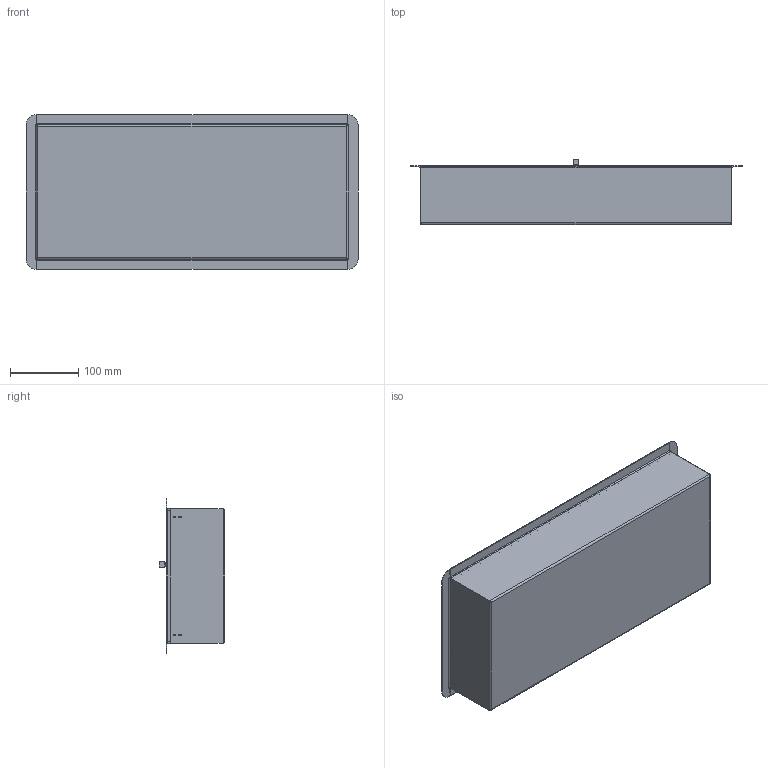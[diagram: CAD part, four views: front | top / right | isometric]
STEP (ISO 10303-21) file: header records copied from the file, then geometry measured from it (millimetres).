
FILE_DESCRIPTION (( 'STEP AP203' ), '1' );
FILE_NAME ('QIII.STEP', '2014-05-13T13:07:41', ( '' ), ( '' ), 'SwSTEP 2.0', 'SolidWorks 2014', '' );
FILE_SCHEMA (( 'CONFIG_CONTROL_DESIGN' ));
Length unit declared in the file: millimetre
Products named in the file (1): QIII
Bounding box: 487 x 96 x 227 mm (x, y, z)
Surface area: 355500.7 mm2 (no closed solid volume)
Topology: 0 solids, 23 shells, 124 faces, 1441 edges, 1335 vertices
Faces by surface type: plane 94, cylinder 22, bspline 8
Entity records: 13167 total; most frequent: CARTESIAN_POINT 3475, DIRECTION 1685, ORIENTED_EDGE 1635, EDGE_CURVE 1441, VECTOR 1359, LINE 1359, VERTEX_POINT 1335, AXIS2_PLACEMENT_3D 163
